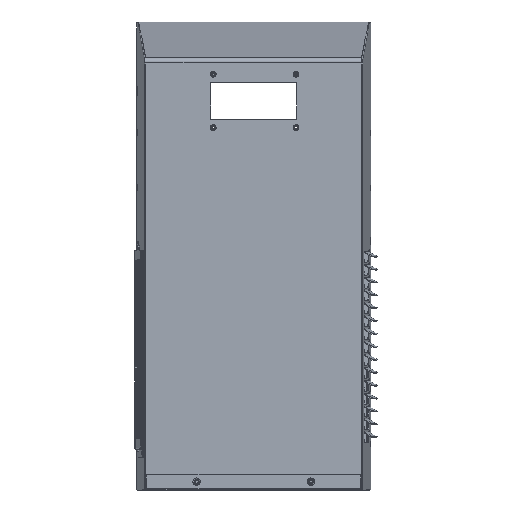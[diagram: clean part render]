
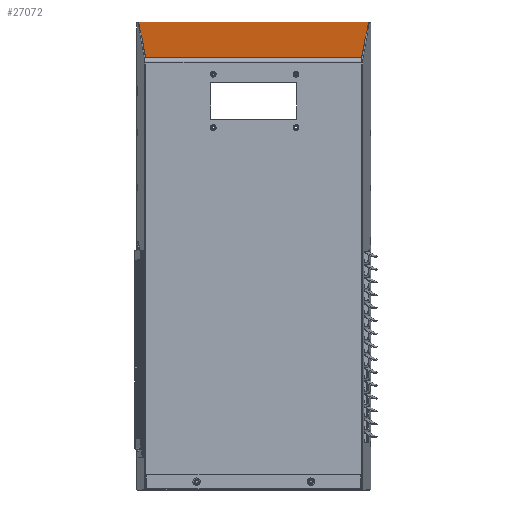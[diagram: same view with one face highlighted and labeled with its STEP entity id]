
A CAD part, top view. The second image highlights one B-rep face of the part: STEP entity #27072.
In plain terms, the highlighted face is planar.
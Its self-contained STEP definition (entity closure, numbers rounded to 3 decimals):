
#1653 = VECTOR ( 'NONE', #2355, 1000. ) ;
#2355 = DIRECTION ( 'NONE',  ( 0.034, 0.981, 0.192 ) ) ;
#6353 = DIRECTION ( 'NONE',  ( 0., 0.192, -0.981 ) ) ;
#6792 = DIRECTION ( 'NONE',  ( 0., 0.981, 0.192 ) ) ;
#8885 = LINE ( 'NONE', #63609, #29599 ) ;
#9169 = CARTESIAN_POINT ( 'NONE',  ( 117.138, -5.895, -215.444 ) ) ;
#9393 = CARTESIAN_POINT ( 'NONE',  ( 117.138, -5.895, -215.444 ) ) ;
#11473 = CARTESIAN_POINT ( 'NONE',  ( 0., 40.302, -206.424 ) ) ;
#16974 = EDGE_LOOP ( 'NONE', ( #42016, #19627, #48873, #52640 ) ) ;
#17606 = AXIS2_PLACEMENT_3D ( 'NONE', #11473, #6353, #6792 ) ;
#19627 = ORIENTED_EDGE ( 'NONE', *, *, #60592, .T. ) ;
#23162 = FACE_OUTER_BOUND ( 'NONE', #16974, .T. ) ;
#23535 = VECTOR ( 'NONE', #27049, 1000. ) ;
#24173 = VERTEX_POINT ( 'NONE', #26602 ) ;
#26602 = CARTESIAN_POINT ( 'NONE',  ( -124.391, -205.609, -254.436 ) ) ;
#27049 = DIRECTION ( 'NONE',  ( -1., 0., 0. ) ) ;
#27072 = ADVANCED_FACE ( 'NONE', ( #23162 ), #57157, .T. ) ;
#29599 = VECTOR ( 'NONE', #48648, 1000. ) ;
#30009 = LINE ( 'NONE', #9169, #53923 ) ;
#30691 = LINE ( 'NONE', #62336, #23535 ) ;
#34701 = VERTEX_POINT ( 'NONE', #53699 ) ;
#38894 = EDGE_CURVE ( 'NONE', #53611, #34701, #8885, .T. ) ;
#41574 = EDGE_CURVE ( 'NONE', #62836, #53611, #30009, .T. ) ;
#42016 = ORIENTED_EDGE ( 'NONE', *, *, #38894, .T. ) ;
#45849 = EDGE_CURVE ( 'NONE', #24173, #62836, #59091, .T. ) ;
#47766 = CARTESIAN_POINT ( 'NONE',  ( -117.414, -5.801, -215.425 ) ) ;
#48648 = DIRECTION ( 'NONE',  ( 0.034, -0.981, -0.192 ) ) ;
#48873 = ORIENTED_EDGE ( 'NONE', *, *, #45849, .T. ) ;
#52294 = CARTESIAN_POINT ( 'NONE',  ( -117.414, -5.801, -215.425 ) ) ;
#52640 = ORIENTED_EDGE ( 'NONE', *, *, #41574, .T. ) ;
#53611 = VERTEX_POINT ( 'NONE', #9393 ) ;
#53699 = CARTESIAN_POINT ( 'NONE',  ( 124.118, -205.667, -254.447 ) ) ;
#53923 = VECTOR ( 'NONE', #60001, 1000. ) ;
#57157 = PLANE ( 'NONE',  #17606 ) ;
#59091 = LINE ( 'NONE', #52294, #1653 ) ;
#60001 = DIRECTION ( 'NONE',  ( 1., 0., 0. ) ) ;
#60592 = EDGE_CURVE ( 'NONE', #34701, #24173, #30691, .T. ) ;
#62336 = CARTESIAN_POINT ( 'NONE',  ( -124.391, -205.609, -254.436 ) ) ;
#62836 = VERTEX_POINT ( 'NONE', #47766 ) ;
#63609 = CARTESIAN_POINT ( 'NONE',  ( 124.118, -205.667, -254.447 ) ) ;
